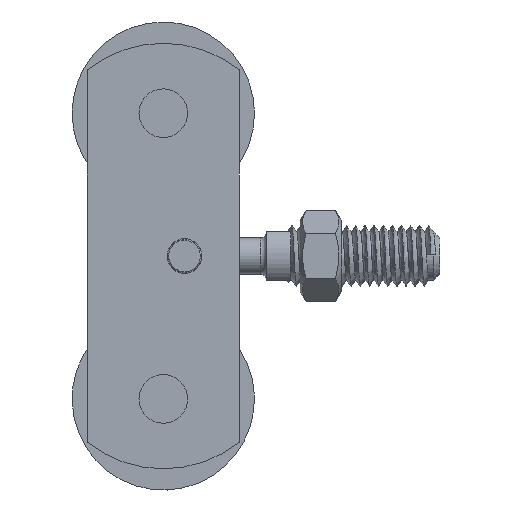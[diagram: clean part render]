
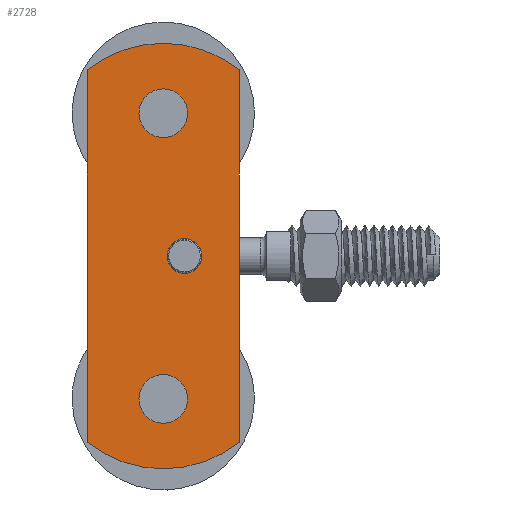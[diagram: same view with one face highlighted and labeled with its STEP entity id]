
A CAD part, left-side view. The second image highlights one B-rep face of the part: STEP entity #2728.
In plain terms, the highlighted face is planar.
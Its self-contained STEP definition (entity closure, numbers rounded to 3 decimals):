
#141=LINE('',#6129,#311);
#142=LINE('',#6130,#312);
#311=VECTOR('',#3550,61.225);
#312=VECTOR('',#3551,61.225);
#523=PLANE('',#2976);
#683=FACE_BOUND('',#1013,.T.);
#684=FACE_BOUND('',#1014,.T.);
#685=FACE_BOUND('',#1015,.T.);
#792=FACE_OUTER_BOUND('',#1012,.T.);
#1012=EDGE_LOOP('',(#2147,#2148,#2149,#2150));
#1013=EDGE_LOOP('',(#2151));
#1014=EDGE_LOOP('',(#2152));
#1015=EDGE_LOOP('',(#2153));
#1183=CIRCLE('',#2971,20.);
#1185=CIRCLE('',#2974,20.);
#1187=CIRCLE('',#2977,2.85);
#1188=CIRCLE('',#2978,2.85);
#1189=CIRCLE('',#2979,2.85);
#1387=VERTEX_POINT('',#6111);
#1388=VERTEX_POINT('',#6112);
#1391=VERTEX_POINT('',#6120);
#1392=VERTEX_POINT('',#6121);
#1395=VERTEX_POINT('',#6131);
#1396=VERTEX_POINT('',#6133);
#1397=VERTEX_POINT('',#6135);
#1666=EDGE_CURVE('',#1387,#1388,#1183,.T.);
#1670=EDGE_CURVE('',#1391,#1392,#1185,.T.);
#1674=EDGE_CURVE('',#1391,#1388,#141,.T.);
#1675=EDGE_CURVE('',#1387,#1392,#142,.T.);
#1676=EDGE_CURVE('',#1395,#1395,#1187,.T.);
#1677=EDGE_CURVE('',#1396,#1396,#1188,.T.);
#1678=EDGE_CURVE('',#1397,#1397,#1189,.T.);
#2147=ORIENTED_EDGE('',*,*,#1666,.T.);
#2148=ORIENTED_EDGE('',*,*,#1674,.F.);
#2149=ORIENTED_EDGE('',*,*,#1670,.T.);
#2150=ORIENTED_EDGE('',*,*,#1675,.F.);
#2151=ORIENTED_EDGE('',*,*,#1676,.T.);
#2152=ORIENTED_EDGE('',*,*,#1677,.T.);
#2153=ORIENTED_EDGE('',*,*,#1678,.T.);
#2728=ADVANCED_FACE('',(#792,#683,#684,#685),#523,.F.);
#2971=AXIS2_PLACEMENT_3D('',#6113,#3534,#3535);
#2974=AXIS2_PLACEMENT_3D('',#6122,#3542,#3543);
#2976=AXIS2_PLACEMENT_3D('',#6128,#3548,#3549);
#2977=AXIS2_PLACEMENT_3D('',#6132,#3552,#3553);
#2978=AXIS2_PLACEMENT_3D('',#6134,#3554,#3555);
#2979=AXIS2_PLACEMENT_3D('',#6136,#3556,#3557);
#3534=DIRECTION('center_axis',(0.,0.,-1.));
#3535=DIRECTION('ref_axis',(-0.781,0.625,0.));
#3542=DIRECTION('center_axis',(0.,0.,-1.));
#3543=DIRECTION('ref_axis',(0.781,-0.625,0.));
#3548=DIRECTION('center_axis',(0.,0.,1.));
#3549=DIRECTION('ref_axis',(1.,0.,0.));
#3550=DIRECTION('',(1.,0.,0.));
#3551=DIRECTION('',(-1.,0.,0.));
#3552=DIRECTION('center_axis',(0.,0.,1.));
#3553=DIRECTION('ref_axis',(1.,0.,0.));
#3554=DIRECTION('center_axis',(0.,0.,1.));
#3555=DIRECTION('ref_axis',(1.,0.,0.));
#3556=DIRECTION('center_axis',(0.,0.,1.));
#3557=DIRECTION('ref_axis',(1.,0.,0.));
#6111=CARTESIAN_POINT('',(65.612,25.,0.));
#6112=CARTESIAN_POINT('',(65.612,0.,0.));
#6113=CARTESIAN_POINT('Origin',(50.,12.5,0.));
#6120=CARTESIAN_POINT('',(4.388,0.,0.));
#6121=CARTESIAN_POINT('',(4.388,25.,0.));
#6122=CARTESIAN_POINT('Origin',(20.,12.5,0.));
#6128=CARTESIAN_POINT('Origin',(35.,12.5,0.));
#6129=CARTESIAN_POINT('',(0.,0.,0.));
#6130=CARTESIAN_POINT('',(70.,25.,0.));
#6131=CARTESIAN_POINT('',(32.15,9.,0.));
#6132=CARTESIAN_POINT('Origin',(35.,9.,0.));
#6133=CARTESIAN_POINT('',(8.65,12.5,0.));
#6134=CARTESIAN_POINT('Origin',(11.5,12.5,0.));
#6135=CARTESIAN_POINT('',(55.65,12.5,0.));
#6136=CARTESIAN_POINT('Origin',(58.5,12.5,0.));
